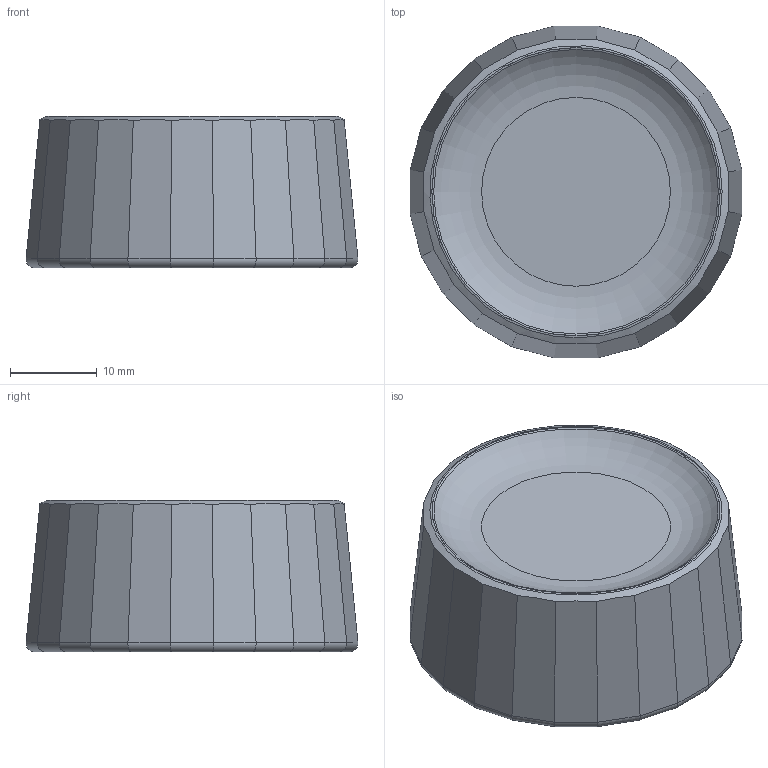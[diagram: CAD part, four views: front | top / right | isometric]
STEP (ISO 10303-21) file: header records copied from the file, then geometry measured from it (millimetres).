
FILE_DESCRIPTION(('FreeCAD Model'),'2;1');
FILE_NAME('Open CASCADE Shape Model','2024-04-04T15:18:01',('FreeCAD'),( 'FreeCAD'),'Open CASCADE STEP processor 7.6','FreeCAD','Unknown');
FILE_SCHEMA(('AUTOMOTIVE_DESIGN { 1 0 10303 214 1 1 1 1 }'));
Length unit declared in the file: millimetre
Products named in the file (1): Open CASCADE STEP translator 7.6 1
Bounding box: 38.29 x 38.29 x 17.5 mm (x, y, z)
Volume: 14291.8 mm3; surface area: 4820.3 mm2
Topology: 1 solids, 1 shells, 68 faces, 156 edges, 94 vertices
Faces by surface type: plane 31, cylinder 30, torus 6, cone 1
Full cylindrical faces by diameter (mm): 7 x1, 20 x1
Entity records: 1929 total; most frequent: CARTESIAN_POINT 410, DIRECTION 313, ORIENTED_EDGE 312, EDGE_CURVE 156, AXIS2_PLACEMENT_3D 116, VERTEX_POINT 94, LINE 81, VECTOR 81
